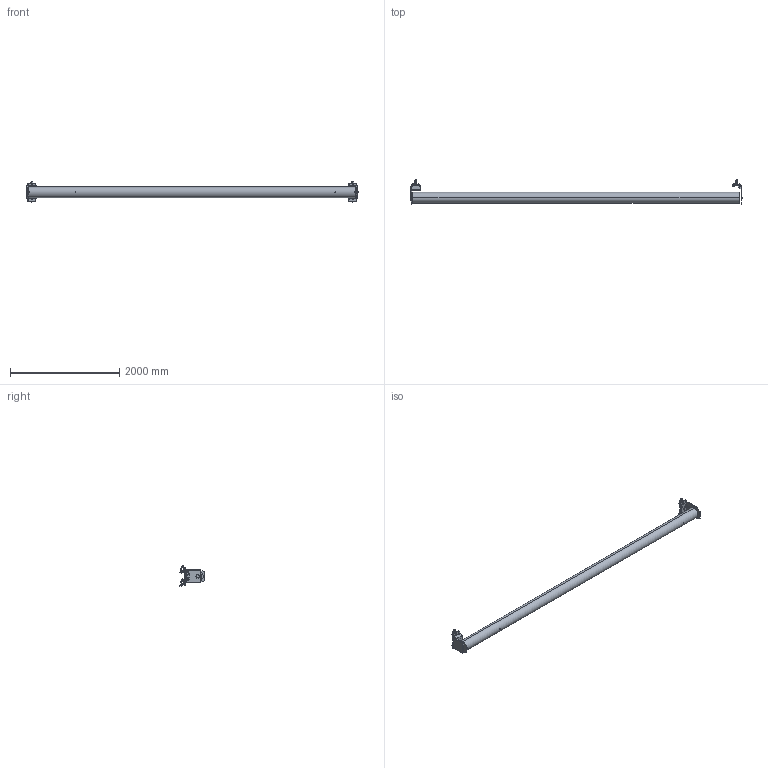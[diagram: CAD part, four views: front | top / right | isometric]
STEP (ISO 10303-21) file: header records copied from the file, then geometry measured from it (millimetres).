
FILE_DESCRIPTION (( 'STEP AP214' ), '1' );
FILE_NAME ('249.001.001_Rolldown 6m.STEP', '2019-04-11T11:31:07', ( '' ), ( '' ), 'SwSTEP 2.0', 'SolidWorks 2018', '' );
FILE_SCHEMA (( 'AUTOMOTIVE_DESIGN' ));
Length unit declared in the file: millimetre
Products named in the file (1): 249.001.001_Rolldown 6m
Bounding box: 6085.8 x 461.1 x 374.19 mm (x, y, z)
Surface area: 5014283.1 mm2 (no closed solid volume)
Topology: 0 solids, 164 shells, 595 faces, 3045 edges, 2492 vertices
Faces by surface type: plane 273, cylinder 190, bspline 81, cone 25, torus 24, sphere 2
Entity records: 49916 total; most frequent: CARTESIAN_POINT 20402, DIRECTION 4514, ORIENTED_EDGE 3854, EDGE_CURVE 3023, VERTEX_POINT 2492, AXIS2_PLACEMENT_3D 1566, LINE 1382, VECTOR 1382
